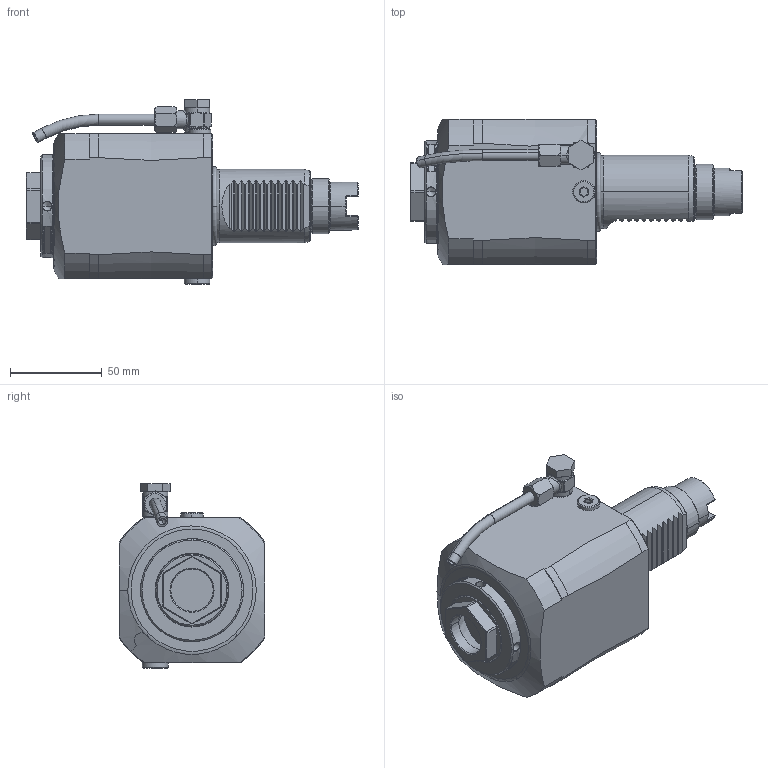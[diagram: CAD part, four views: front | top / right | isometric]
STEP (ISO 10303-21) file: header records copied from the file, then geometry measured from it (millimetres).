
FILE_DESCRIPTION((''),'2;1');
FILE_NAME('NGT1_40_165_32_3HD','2022-05-24T',('vali'),('NOVA GRUP'),'PRO/ENGINEER BY PARAMETRIC TECHNOLOGY CORPORATION, 2010280','PRO/ENGINEER BY PARAMETRIC TECHNOLOGY CORPORATION, 2010280','');
FILE_SCHEMA(('CONFIG_CONTROL_DESIGN'));
Length unit declared in the file: millimetre
Products named in the file (1): NGT1_40_165_32_3HD
Bounding box: 180.5 x 79 x 100.4 mm (x, y, z)
Volume: 602875.3 mm3; surface area: 55184.3 mm2
Topology: 2 solids, 3 shells, 388 faces, 962 edges, 596 vertices
Faces by surface type: plane 156, cylinder 101, cone 56, torus 41, bspline 34
Entity records: 16457 total; most frequent: CARTESIAN_POINT 7640, ORIENTED_EDGE 1908, DIRECTION 1704, EDGE_CURVE 954, AXIS2_PLACEMENT_3D 647, VERTEX_POINT 596, EDGE_LOOP 420, VECTOR 410
